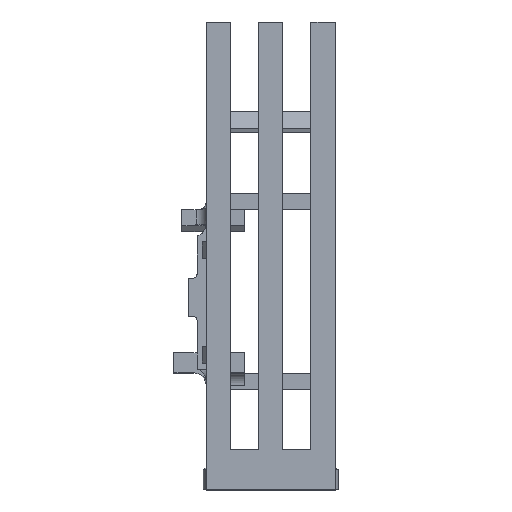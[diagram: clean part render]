
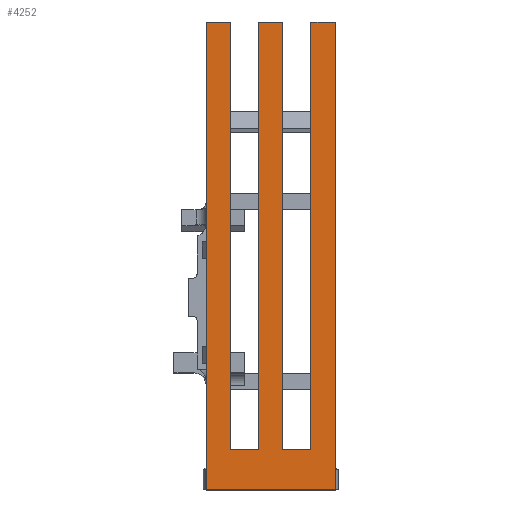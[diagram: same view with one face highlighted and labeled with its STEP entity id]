
A CAD part, top view. The second image highlights one B-rep face of the part: STEP entity #4252.
In plain terms, the highlighted planar face has unit normal (0, 0, 1).
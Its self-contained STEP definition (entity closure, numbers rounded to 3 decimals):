
#160 = ORIENTED_EDGE ( 'NONE', *, *, #6584, .F. ) ;
#172 = CARTESIAN_POINT ( 'NONE',  ( 27.375, 9.3, 9. ) ) ;
#217 = VERTEX_POINT ( 'NONE', #5685 ) ;
#226 = DIRECTION ( 'NONE',  ( -1., 0., 0. ) ) ;
#350 = DIRECTION ( 'NONE',  ( 1., 0., 0. ) ) ;
#648 = CARTESIAN_POINT ( 'NONE',  ( 8.375, 121.3, 9. ) ) ;
#780 = EDGE_CURVE ( 'NONE', #991, #4929, #4650, .T. ) ;
#883 = EDGE_CURVE ( 'NONE', #4831, #217, #8785, .T. ) ;
#991 = VERTEX_POINT ( 'NONE', #1638 ) ;
#1002 = ORIENTED_EDGE ( 'NONE', *, *, #5983, .T. ) ;
#1053 = VECTOR ( 'NONE', #4702, 1000. ) ;
#1278 = EDGE_CURVE ( 'NONE', #5698, #5495, #8312, .T. ) ;
#1319 = ORIENTED_EDGE ( 'NONE', *, *, #4403, .F. ) ;
#1351 = VECTOR ( 'NONE', #6440, 1000. ) ;
#1420 = VECTOR ( 'NONE', #7648, 1000. ) ;
#1624 = CARTESIAN_POINT ( 'NONE',  ( -4.625, 9.3, 9. ) ) ;
#1638 = CARTESIAN_POINT ( 'NONE',  ( 21.375, 19.3, 9. ) ) ;
#1790 = LINE ( 'NONE', #5195, #1351 ) ;
#1799 = CARTESIAN_POINT ( 'NONE',  ( 27.375, 125.3, 9. ) ) ;
#1854 = ORIENTED_EDGE ( 'NONE', *, *, #6686, .F. ) ;
#1909 = VECTOR ( 'NONE', #5730, 1000. ) ;
#1935 = VERTEX_POINT ( 'NONE', #172 ) ;
#1958 = CARTESIAN_POINT ( 'NONE',  ( 8.375, 125.3, 9. ) ) ;
#2171 = CARTESIAN_POINT ( 'NONE',  ( 1.375, 121.3, 9. ) ) ;
#2224 = PLANE ( 'NONE',  #6965 ) ;
#2233 = EDGE_CURVE ( 'NONE', #6166, #4831, #2486, .T. ) ;
#2486 = LINE ( 'NONE', #5353, #7786 ) ;
#2549 = ORIENTED_EDGE ( 'NONE', *, *, #6199, .F. ) ;
#2573 = CARTESIAN_POINT ( 'NONE',  ( 21.375, 19.3, 9. ) ) ;
#2590 = CARTESIAN_POINT ( 'NONE',  ( 1.375, 19.3, 9. ) ) ;
#2755 = CARTESIAN_POINT ( 'NONE',  ( -4.625, 14.3, 9. ) ) ;
#2867 = ORIENTED_EDGE ( 'NONE', *, *, #2233, .F. ) ;
#2943 = EDGE_LOOP ( 'NONE', ( #7196, #2867, #1002, #7644, #6182, #160, #4412, #1319, #7389, #2549, #7598, #1854 ) ) ;
#3015 = VERTEX_POINT ( 'NONE', #4206 ) ;
#3027 = VECTOR ( 'NONE', #5030, 1000. ) ;
#3162 = LINE ( 'NONE', #8479, #1909 ) ;
#3175 = EDGE_CURVE ( 'NONE', #6069, #1935, #4166, .T. ) ;
#3192 = CARTESIAN_POINT ( 'NONE',  ( 14.375, 121.3, 9. ) ) ;
#3324 = DIRECTION ( 'NONE',  ( 0., 1., 0. ) ) ;
#4166 = LINE ( 'NONE', #6874, #5538 ) ;
#4174 = CARTESIAN_POINT ( 'NONE',  ( 14.375, 19.3, 9. ) ) ;
#4206 = CARTESIAN_POINT ( 'NONE',  ( 27.375, 125.3, 9. ) ) ;
#4214 = FACE_OUTER_BOUND ( 'NONE', #2943, .T. ) ;
#4252 = ADVANCED_FACE ( 'NONE', ( #4214 ), #2224, .F. ) ;
#4261 = DIRECTION ( 'NONE',  ( 0., 0., -1. ) ) ;
#4403 = EDGE_CURVE ( 'NONE', #5444, #991, #7731, .T. ) ;
#4412 = ORIENTED_EDGE ( 'NONE', *, *, #780, .F. ) ;
#4650 = LINE ( 'NONE', #7990, #5946 ) ;
#4702 = DIRECTION ( 'NONE',  ( 1., 0., 0. ) ) ;
#4831 = VERTEX_POINT ( 'NONE', #5969 ) ;
#4929 = VERTEX_POINT ( 'NONE', #6726 ) ;
#4939 = VECTOR ( 'NONE', #8293, 1000. ) ;
#5012 = VERTEX_POINT ( 'NONE', #5651 ) ;
#5030 = DIRECTION ( 'NONE',  ( 0., -1., 0. ) ) ;
#5096 = CARTESIAN_POINT ( 'NONE',  ( 8.375, 19.3, 9. ) ) ;
#5195 = CARTESIAN_POINT ( 'NONE',  ( 27.375, 14.3, 9. ) ) ;
#5353 = CARTESIAN_POINT ( 'NONE',  ( 27.375, 125.3, 9. ) ) ;
#5444 = VERTEX_POINT ( 'NONE', #4174 ) ;
#5495 = VERTEX_POINT ( 'NONE', #1958 ) ;
#5538 = VECTOR ( 'NONE', #350, 1000. ) ;
#5651 = CARTESIAN_POINT ( 'NONE',  ( 14.375, 125.3, 9. ) ) ;
#5685 = CARTESIAN_POINT ( 'NONE',  ( 1.375, 19.3, 9. ) ) ;
#5698 = VERTEX_POINT ( 'NONE', #5096 ) ;
#5730 = DIRECTION ( 'NONE',  ( 1., 0., 0. ) ) ;
#5946 = VECTOR ( 'NONE', #3324, 1000. ) ;
#5969 = CARTESIAN_POINT ( 'NONE',  ( 1.375, 125.3, 9. ) ) ;
#5983 = EDGE_CURVE ( 'NONE', #6166, #6069, #7030, .T. ) ;
#6069 = VERTEX_POINT ( 'NONE', #1624 ) ;
#6166 = VERTEX_POINT ( 'NONE', #7875 ) ;
#6182 = ORIENTED_EDGE ( 'NONE', *, *, #7224, .F. ) ;
#6199 = EDGE_CURVE ( 'NONE', #5495, #5012, #8585, .T. ) ;
#6281 = VECTOR ( 'NONE', #6581, 1000. ) ;
#6342 = DIRECTION ( 'NONE',  ( 1., 0., 0. ) ) ;
#6440 = DIRECTION ( 'NONE',  ( 0., -1., 0. ) ) ;
#6464 = LINE ( 'NONE', #3192, #6871 ) ;
#6581 = DIRECTION ( 'NONE',  ( 1., 0., 0. ) ) ;
#6584 = EDGE_CURVE ( 'NONE', #4929, #3015, #3162, .T. ) ;
#6686 = EDGE_CURVE ( 'NONE', #217, #5698, #6748, .T. ) ;
#6726 = CARTESIAN_POINT ( 'NONE',  ( 21.375, 125.3, 9. ) ) ;
#6748 = LINE ( 'NONE', #2590, #1053 ) ;
#6871 = VECTOR ( 'NONE', #7171, 1000. ) ;
#6874 = CARTESIAN_POINT ( 'NONE',  ( -4.625, 9.3, 9. ) ) ;
#6965 = AXIS2_PLACEMENT_3D ( 'NONE', #8305, #4261, #226 ) ;
#7030 = LINE ( 'NONE', #2755, #3027 ) ;
#7171 = DIRECTION ( 'NONE',  ( 0., -1., 0. ) ) ;
#7196 = ORIENTED_EDGE ( 'NONE', *, *, #883, .F. ) ;
#7224 = EDGE_CURVE ( 'NONE', #3015, #1935, #1790, .T. ) ;
#7358 = DIRECTION ( 'NONE',  ( 1., 0., 0. ) ) ;
#7389 = ORIENTED_EDGE ( 'NONE', *, *, #8048, .F. ) ;
#7598 = ORIENTED_EDGE ( 'NONE', *, *, #1278, .F. ) ;
#7644 = ORIENTED_EDGE ( 'NONE', *, *, #3175, .T. ) ;
#7648 = DIRECTION ( 'NONE',  ( 0., 1., 0. ) ) ;
#7731 = LINE ( 'NONE', #2573, #8384 ) ;
#7786 = VECTOR ( 'NONE', #7358, 1000. ) ;
#7875 = CARTESIAN_POINT ( 'NONE',  ( -4.625, 125.3, 9. ) ) ;
#7990 = CARTESIAN_POINT ( 'NONE',  ( 21.375, 121.3, 9. ) ) ;
#8048 = EDGE_CURVE ( 'NONE', #5012, #5444, #6464, .T. ) ;
#8293 = DIRECTION ( 'NONE',  ( 0., -1., 0. ) ) ;
#8305 = CARTESIAN_POINT ( 'NONE',  ( 22.75, 0., 9. ) ) ;
#8312 = LINE ( 'NONE', #648, #1420 ) ;
#8384 = VECTOR ( 'NONE', #6342, 1000. ) ;
#8479 = CARTESIAN_POINT ( 'NONE',  ( 27.375, 125.3, 9. ) ) ;
#8585 = LINE ( 'NONE', #1799, #6281 ) ;
#8785 = LINE ( 'NONE', #2171, #4939 ) ;
